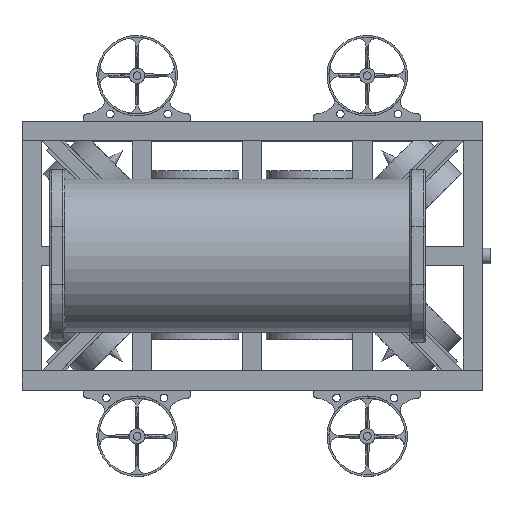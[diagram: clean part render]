
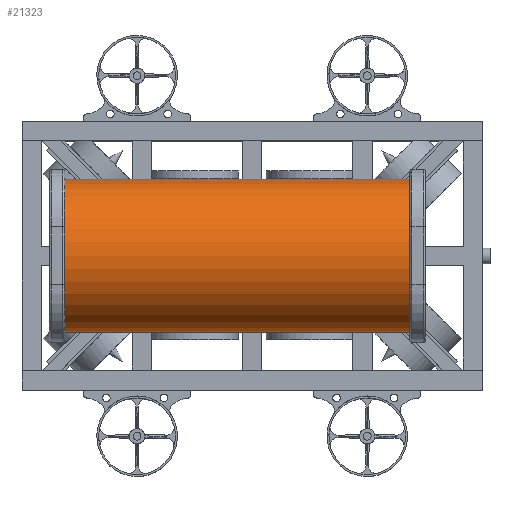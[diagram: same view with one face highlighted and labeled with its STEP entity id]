
A CAD part, top view. The second image highlights one B-rep face of the part: STEP entity #21323.
In plain terms, the highlighted cylindrical face has radius 100 mm (diameter 200 mm), a full revolution.
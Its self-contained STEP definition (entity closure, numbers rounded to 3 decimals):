
#2327=CIRCLE('',#23939,100.);
#2330=CIRCLE('',#23944,100.);
#2913=CYLINDRICAL_SURFACE('',#23943,100.);
#4153=FACE_OUTER_BOUND('',#5591,.T.);
#5591=EDGE_LOOP('',(#19215,#19216,#19217,#19218));
#6853=LINE('',#41748,#8131);
#8131=VECTOR('',#30220,100.);
#10065=VERTEX_POINT('',#41737);
#10068=VERTEX_POINT('',#41746);
#13134=EDGE_CURVE('',#10065,#10065,#2327,.T.);
#13138=EDGE_CURVE('',#10068,#10068,#2330,.T.);
#13139=EDGE_CURVE('',#10068,#10065,#6853,.T.);
#19215=ORIENTED_EDGE('',*,*,#13138,.F.);
#19216=ORIENTED_EDGE('',*,*,#13139,.T.);
#19217=ORIENTED_EDGE('',*,*,#13134,.F.);
#19218=ORIENTED_EDGE('',*,*,#13139,.F.);
#21323=ADVANCED_FACE('',(#4153),#2913,.T.);
#23939=AXIS2_PLACEMENT_3D('',#41738,#30207,#30208);
#23943=AXIS2_PLACEMENT_3D('',#41745,#30216,#30217);
#23944=AXIS2_PLACEMENT_3D('',#41747,#30218,#30219);
#30207=DIRECTION('center_axis',(1.,0.,0.));
#30208=DIRECTION('ref_axis',(0.,1.,0.));
#30216=DIRECTION('center_axis',(-1.,0.,0.));
#30217=DIRECTION('ref_axis',(0.,1.,0.));
#30218=DIRECTION('center_axis',(-1.,0.,0.));
#30219=DIRECTION('ref_axis',(0.,1.,0.));
#30220=DIRECTION('',(1.,0.,0.));
#41737=CARTESIAN_POINT('',(204.646,-101.045,106.225));
#41738=CARTESIAN_POINT('Origin',(204.646,-1.045,106.225));
#41745=CARTESIAN_POINT('Origin',(-20.354,-1.045,106.225));
#41746=CARTESIAN_POINT('',(-245.354,-101.045,106.225));
#41747=CARTESIAN_POINT('Origin',(-245.354,-1.045,106.225));
#41748=CARTESIAN_POINT('',(-20.354,-101.045,106.225));
